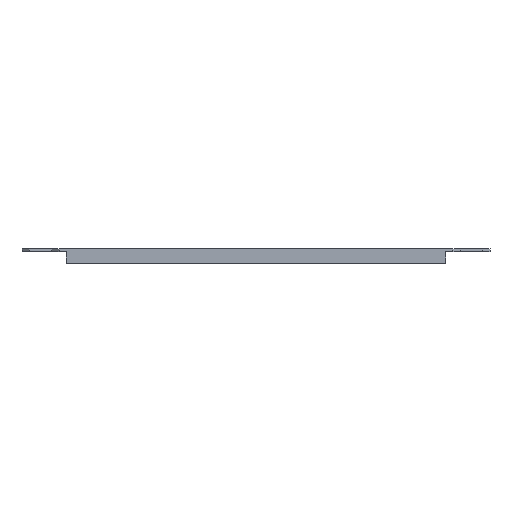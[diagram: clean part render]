
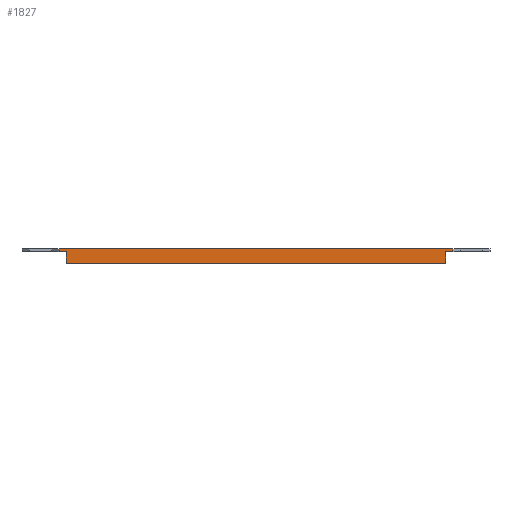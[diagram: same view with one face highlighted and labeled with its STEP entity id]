
A CAD part, front view. The second image highlights one B-rep face of the part: STEP entity #1827.
In plain terms, the highlighted planar face has unit normal (0, -1, 0).
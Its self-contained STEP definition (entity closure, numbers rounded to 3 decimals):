
#150=DIRECTION('',(1.,0.,0.));
#151=VECTOR('',#150,266.);
#152=CARTESIAN_POINT('',(496.892,109.978,2.));
#153=LINE('',#152,#151);
#719=DIRECTION('',(1.,0.,0.));
#720=VECTOR('',#719,256.);
#721=CARTESIAN_POINT('',(501.892,109.978,-8.));
#722=LINE('',#721,#720);
#747=DIRECTION('',(1.,0.,0.));
#748=VECTOR('',#747,5.);
#749=CARTESIAN_POINT('',(757.892,109.978,0.));
#750=LINE('',#749,#748);
#754=DIRECTION('',(0.,0.,-1.));
#755=VECTOR('',#754,8.);
#756=CARTESIAN_POINT('',(501.892,109.978,0.));
#757=LINE('',#756,#755);
#761=DIRECTION('',(1.,0.,0.));
#762=VECTOR('',#761,5.);
#763=CARTESIAN_POINT('',(496.892,109.978,0.));
#764=LINE('',#763,#762);
#768=DIRECTION('',(0.,0.,-1.));
#769=VECTOR('',#768,2.);
#770=CARTESIAN_POINT('',(496.892,109.978,2.));
#771=LINE('',#770,#769);
#775=DIRECTION('',(0.,0.,-1.));
#776=VECTOR('',#775,8.);
#777=CARTESIAN_POINT('',(757.892,109.978,0.));
#778=LINE('',#777,#776);
#936=DIRECTION('',(0.,0.,-1.));
#937=VECTOR('',#936,2.);
#938=CARTESIAN_POINT('',(762.892,109.978,2.));
#939=LINE('',#938,#937);
#1122=CARTESIAN_POINT('',(762.892,109.978,2.));
#1123=VERTEX_POINT('',#1122);
#1124=CARTESIAN_POINT('',(762.892,109.978,0.));
#1125=VERTEX_POINT('',#1124);
#1126=CARTESIAN_POINT('',(496.892,109.978,2.));
#1127=VERTEX_POINT('',#1126);
#1128=CARTESIAN_POINT('',(496.892,109.978,0.));
#1129=VERTEX_POINT('',#1128);
#1230=CARTESIAN_POINT('',(501.892,109.978,-8.));
#1231=CARTESIAN_POINT('',(757.892,109.978,-8.));
#1232=VERTEX_POINT('',#1230);
#1233=VERTEX_POINT('',#1231);
#1246=CARTESIAN_POINT('',(757.892,109.978,0.));
#1248=VERTEX_POINT('',#1246);
#1252=CARTESIAN_POINT('',(501.892,109.978,0.));
#1253=VERTEX_POINT('',#1252);
#1808=CARTESIAN_POINT('',(629.892,109.978,0.));
#1809=DIRECTION('',(0.,-1.,0.));
#1810=DIRECTION('',(1.,0.,0.));
#1811=AXIS2_PLACEMENT_3D('',#1808,#1809,#1810);
#1812=PLANE('',#1811);
#1813=ORIENTED_EDGE('',*,*,#1447,.F.);
#1815=ORIENTED_EDGE('',*,*,#1814,.T.);
#1816=ORIENTED_EDGE('',*,*,#1790,.F.);
#1818=ORIENTED_EDGE('',*,*,#1817,.F.);
#1819=ORIENTED_EDGE('',*,*,#1439,.F.);
#1821=ORIENTED_EDGE('',*,*,#1820,.F.);
#1822=ORIENTED_EDGE('',*,*,#1311,.T.);
#1824=ORIENTED_EDGE('',*,*,#1823,.T.);
#1825=EDGE_LOOP('',(#1813,#1815,#1816,#1818,#1819,#1821,#1822,#1824));
#1826=FACE_OUTER_BOUND('',#1825,.F.);
#1311=EDGE_CURVE('',#1127,#1123,#153,.T.);
#1439=EDGE_CURVE('',#1129,#1253,#764,.T.);
#1447=EDGE_CURVE('',#1248,#1125,#750,.T.);
#1790=EDGE_CURVE('',#1232,#1233,#722,.T.);
#1814=EDGE_CURVE('',#1248,#1233,#778,.T.);
#1817=EDGE_CURVE('',#1253,#1232,#757,.T.);
#1820=EDGE_CURVE('',#1127,#1129,#771,.T.);
#1823=EDGE_CURVE('',#1123,#1125,#939,.T.);
#1827=ADVANCED_FACE('',(#1826),#1812,.T.);
